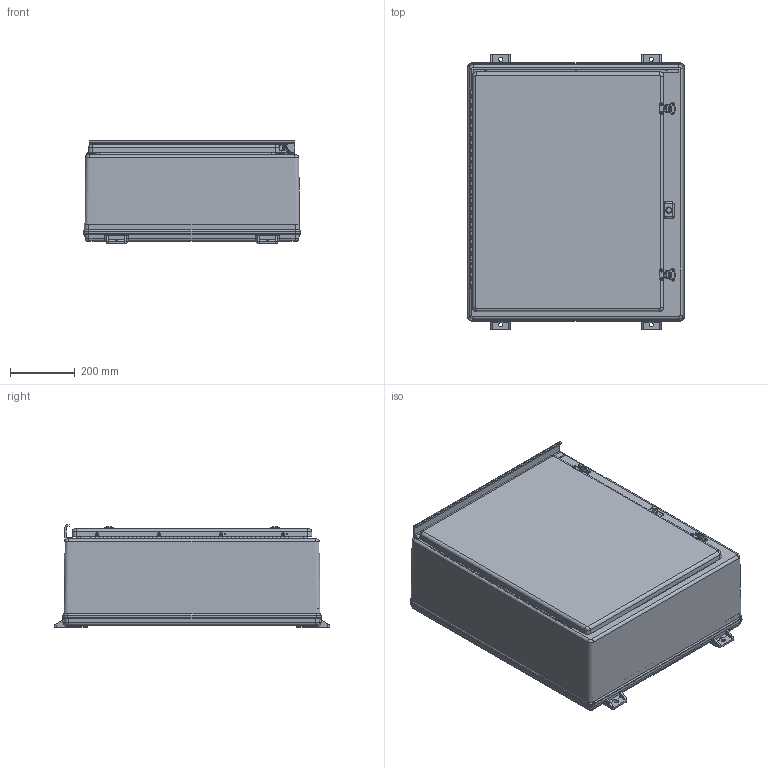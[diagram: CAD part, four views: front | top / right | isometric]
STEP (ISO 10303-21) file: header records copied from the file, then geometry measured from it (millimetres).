
FILE_DESCRIPTION(/* description */ (''),/* implementation_level */ '2;1');
FILE_NAME(/* name */ 'HW-N3R302410CH.stp',/* time_stamp */ '2014-03-13T14:23:22-05:00',/* author */ ('pmescher'),/* organization */ (''),/* preprocessor_version */ 'ST-DEVELOPER v15.2',/* originating_system */ 'Autodesk Inventor 2014',/* authorisation */ '');
FILE_SCHEMA (('AUTOMOTIVE_DESIGN { 1 0 10303 214 3 1 1 }'));
Length unit declared in the file: inch
Products named in the file (26): WPN302410SRT; WPN3024B; N3024RS; WPN302410RTPCVR; N302410G; WPN3024RU; LL150  LATCH KEEPER PAD; LL150 LATCH RIVET PIN; LL150 KEEPER PAD ASSEMBLY; LL150 LATCH CAM; LL150 LATCH WING; LL150 LATCH BASE; LL150 LATCH HINGE PIN; N SERIES LL150 LATCH; HASP; HASP INSERT; HASP SCREW; HASP ASSEMBLY; 10-24 X 0.375 DP BRASS INSERT; 0.13 RIVET PIN; SS HINGE PIN (24); SS HINGE BASE  (24); SS HINGE COVER (24); RMRIV64; 24; N302410RT_STP
Bounding box: 668.34 x 848.52 x 316.71 mm (x, y, z)
Volume: 10767769.3 mm3; surface area: 4319329.7 mm2
Topology: 42 solids, 42 shells, 1250 faces, 3062 edges, 1909 vertices
Faces by surface type: plane 506, cylinder 484, torus 103, bspline 83, cone 48, sphere 26
Full cylindrical faces by diameter (mm): 1.587 x8, 1.651 x3, 2.54 x8, 3.175 x49, 3.302 x29, 3.429 x4, 3.5 x4, 3.556 x8, 3.683 x2, 3.969 x4, 4.762 x12, 5.08 x4, 5.105 x9, 5.11 x1, 6.35 x1, 7.137 x6, 7.544 x3, 8.64 x2, 9.068 x8, 10.312 x1, 12.954 x2, 12.959 x2, 14.3 x4
Entity records: 32507 total; most frequent: CARTESIAN_POINT 8967, DIRECTION 4979, ORIENTED_EDGE 4458, EDGE_CURVE 2229, AXIS2_PLACEMENT_3D 1880, VERTEX_POINT 1493, EDGE_LOOP 1336, LINE 1219
